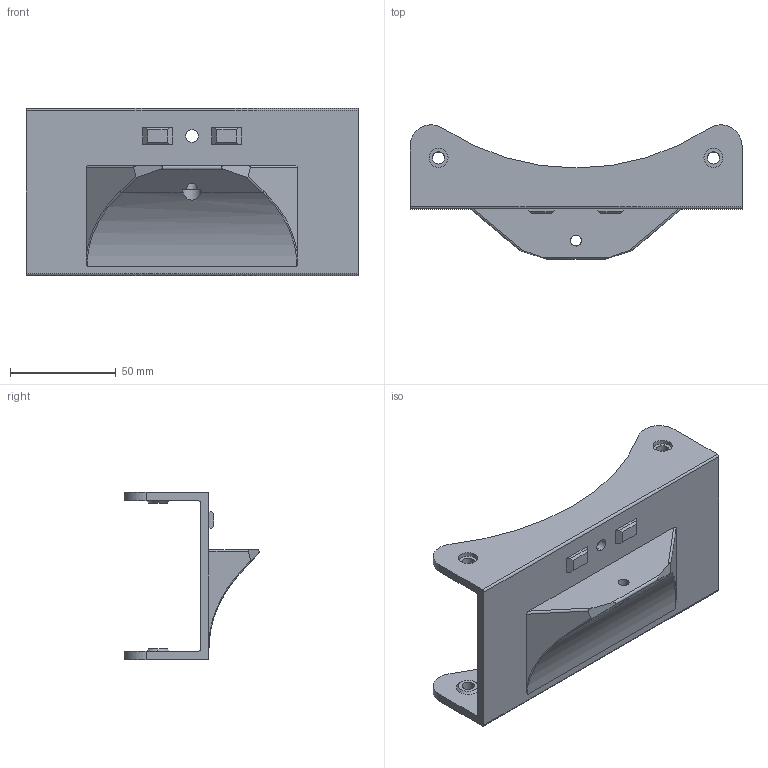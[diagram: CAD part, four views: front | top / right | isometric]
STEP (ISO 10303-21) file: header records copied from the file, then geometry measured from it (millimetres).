
FILE_DESCRIPTION (( 'STEP AP203' ), '1' );
FILE_NAME ('Spool-HolderV4.STEP', '2021-08-01T12:53:16', ( '' ), ( '' ), 'SwSTEP 2.0', 'SolidWorks 2019', '' );
FILE_SCHEMA (( 'CONFIG_CONTROL_DESIGN' ));
Length unit declared in the file: millimetre
Products named in the file (1): Spool-HolderV4
Bounding box: 157 x 63.44 x 79 mm (x, y, z)
Volume: 111222.4 mm3; surface area: 44902.4 mm2
Topology: 1 solids, 1 shells, 84 faces, 214 edges, 142 vertices
Faces by surface type: cylinder 37, plane 37, cone 8, bspline 2
Entity records: 2740 total; most frequent: CARTESIAN_POINT 585, DIRECTION 438, ORIENTED_EDGE 428, EDGE_CURVE 214, AXIS2_PLACEMENT_3D 161, VERTEX_POINT 142, LINE 116, VECTOR 116
